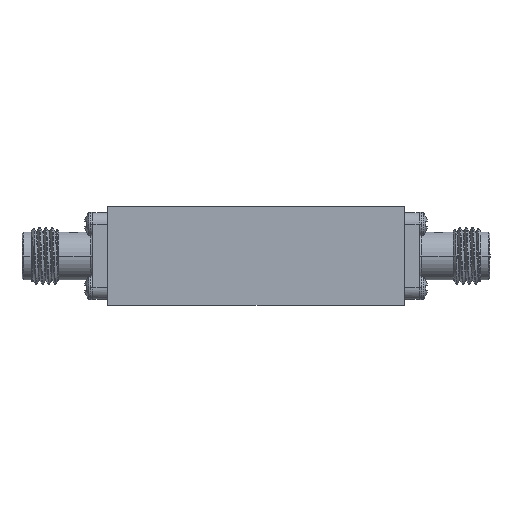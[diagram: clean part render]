
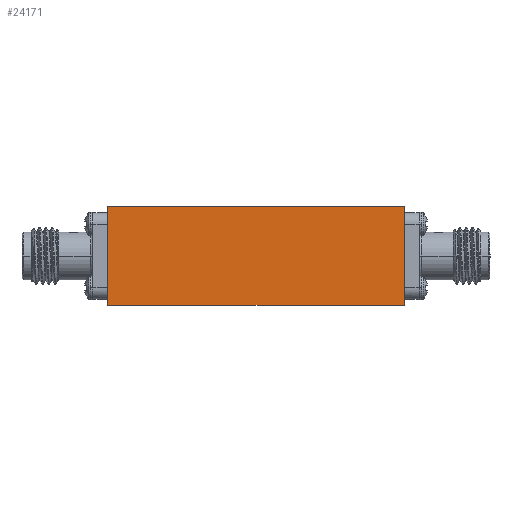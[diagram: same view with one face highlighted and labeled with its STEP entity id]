
A CAD part, front view. The second image highlights one B-rep face of the part: STEP entity #24171.
In plain terms, the highlighted planar face has unit normal (0, -1, 0).
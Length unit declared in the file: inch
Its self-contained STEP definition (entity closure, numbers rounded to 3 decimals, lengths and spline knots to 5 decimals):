
#449 = DIRECTION ( 'NONE',  ( 1., 0., 0. ) ) ;
#714 = VERTEX_POINT ( 'NONE', #23595 ) ;
#1153 = VECTOR ( 'NONE', #17156, 39.37008 ) ;
#1207 = EDGE_CURVE ( 'NONE', #714, #26385, #16635, .T. ) ;
#1644 = LINE ( 'NONE', #14083, #1153 ) ;
#2218 = VECTOR ( 'NONE', #12270, 39.37008 ) ;
#3856 = VECTOR ( 'NONE', #6124, 39.37008 ) ;
#6124 = DIRECTION ( 'NONE',  ( 1., 0., 0. ) ) ;
#9459 = EDGE_CURVE ( 'NONE', #33113, #714, #21397, .T. ) ;
#9999 = EDGE_LOOP ( 'NONE', ( #20003, #24139, #15321, #26154 ) ) ;
#11468 = AXIS2_PLACEMENT_3D ( 'NONE', #34478, #18833, #25154 ) ;
#12270 = DIRECTION ( 'NONE',  ( 0., 0., -1. ) ) ;
#13109 = PLANE ( 'NONE',  #11468 ) ;
#14083 = CARTESIAN_POINT ( 'NONE',  ( 0.64961, -0.29528, 0.21654 ) ) ;
#15321 = ORIENTED_EDGE ( 'NONE', *, *, #29518, .F. ) ;
#16635 = LINE ( 'NONE', #18891, #25758 ) ;
#17156 = DIRECTION ( 'NONE',  ( 0., 0., -1. ) ) ;
#17979 = FACE_OUTER_BOUND ( 'NONE', #9999, .T. ) ;
#18833 = DIRECTION ( 'NONE',  ( 0., 1., 0. ) ) ;
#18891 = CARTESIAN_POINT ( 'NONE',  ( -0.64961, -0.29528, -0.21654 ) ) ;
#19026 = VERTEX_POINT ( 'NONE', #36867 ) ;
#20003 = ORIENTED_EDGE ( 'NONE', *, *, #1207, .T. ) ;
#21397 = LINE ( 'NONE', #33558, #2218 ) ;
#21452 = CARTESIAN_POINT ( 'NONE',  ( -0.64961, -0.29528, 0.21654 ) ) ;
#23595 = CARTESIAN_POINT ( 'NONE',  ( -0.64961, -0.29528, -0.21654 ) ) ;
#24139 = ORIENTED_EDGE ( 'NONE', *, *, #25287, .F. ) ;
#24171 = ADVANCED_FACE ( 'NONE', ( #17979 ), #13109, .F. ) ;
#25154 = DIRECTION ( 'NONE',  ( 0., 0., 1. ) ) ;
#25287 = EDGE_CURVE ( 'NONE', #19026, #26385, #1644, .T. ) ;
#25758 = VECTOR ( 'NONE', #449, 39.37008 ) ;
#26154 = ORIENTED_EDGE ( 'NONE', *, *, #9459, .T. ) ;
#26385 = VERTEX_POINT ( 'NONE', #39295 ) ;
#29518 = EDGE_CURVE ( 'NONE', #33113, #19026, #32142, .T. ) ;
#30621 = CARTESIAN_POINT ( 'NONE',  ( -0.64961, -0.29528, 0.21654 ) ) ;
#32142 = LINE ( 'NONE', #30621, #3856 ) ;
#33113 = VERTEX_POINT ( 'NONE', #21452 ) ;
#33558 = CARTESIAN_POINT ( 'NONE',  ( -0.64961, -0.29528, 0.21654 ) ) ;
#34478 = CARTESIAN_POINT ( 'NONE',  ( -0.64961, -0.29528, 0.21654 ) ) ;
#36867 = CARTESIAN_POINT ( 'NONE',  ( 0.64961, -0.29528, 0.21654 ) ) ;
#39295 = CARTESIAN_POINT ( 'NONE',  ( 0.64961, -0.29528, -0.21654 ) ) ;
